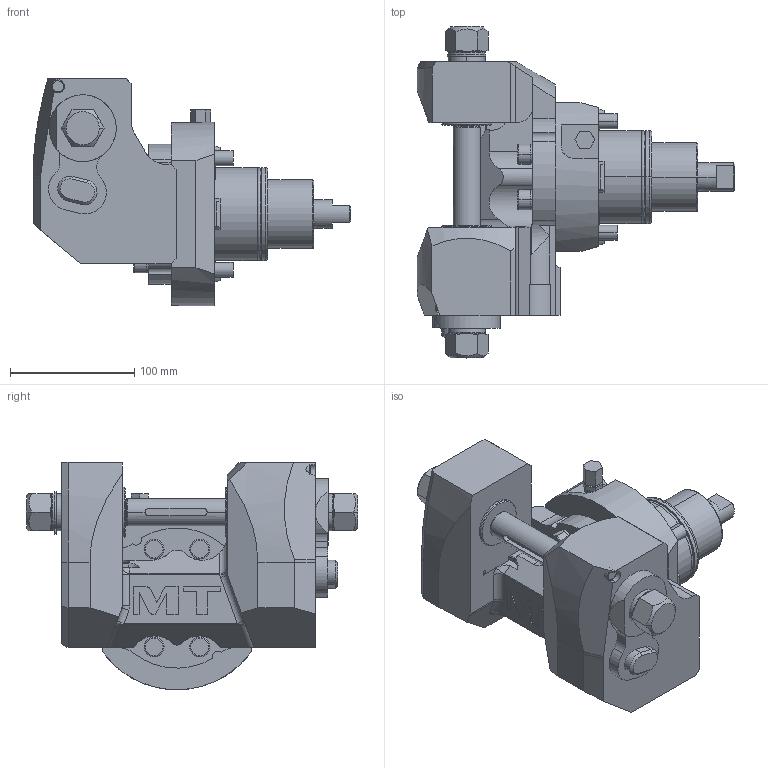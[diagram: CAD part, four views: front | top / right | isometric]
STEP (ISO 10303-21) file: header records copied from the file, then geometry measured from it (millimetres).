
FILE_DESCRIPTION((''),'2;1');
FILE_NAME('DWO0252100_CONF','2023-05-10T11:23:56',('gvalli'),('M.T. srl'),'CREO PARAMETRIC BY PTC INC, 2021072','CREO PARAMETRIC BY PTC INC, 2021072','');
FILE_SCHEMA(('CONFIG_CONTROL_DESIGN'));
Length unit declared in the file: millimetre
Products named in the file (1): DWO0252100_CONF
Bounding box: 256.27 x 267.7 x 183.4 mm (x, y, z)
Volume: 2923255 mm3; surface area: 194552.7 mm2
Topology: 1 solids, 1 shells, 407 faces, 1008 edges, 640 vertices
Faces by surface type: plane 215, cylinder 133, cone 32, torus 22, bspline 3, extrusion 2
Entity records: 13573 total; most frequent: CARTESIAN_POINT 3811, DIRECTION 2042, ORIENTED_EDGE 2012, EDGE_CURVE 1006, AXIS2_PLACEMENT_3D 750, VERTEX_POINT 640, VECTOR 542, LINE 540
